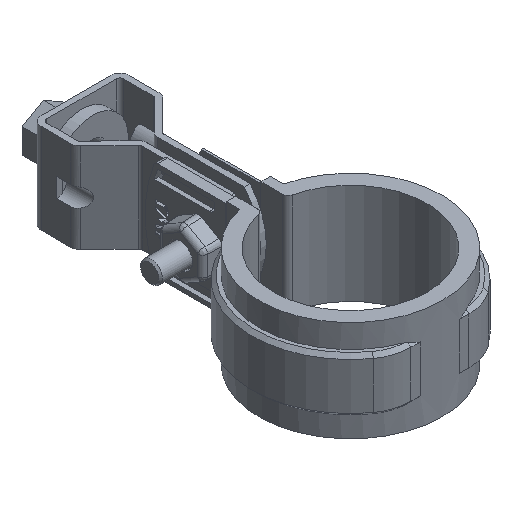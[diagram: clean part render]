
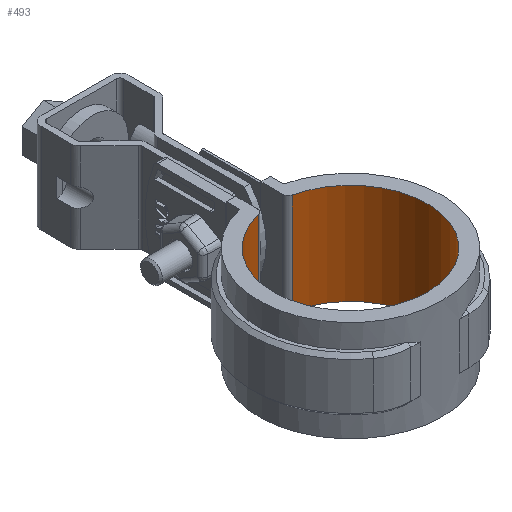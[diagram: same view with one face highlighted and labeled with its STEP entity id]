
A CAD part, isometric view. The second image highlights one B-rep face of the part: STEP entity #493.
In plain terms, the highlighted cylindrical face has radius 21.35 mm (diameter 42.7 mm), a partial arc.
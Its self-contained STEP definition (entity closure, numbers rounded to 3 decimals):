
#493 = ADVANCED_FACE( '', ( #995 ), #996, .F. );
#995 = FACE_OUTER_BOUND( '', #2136, .T. );
#996 = CYLINDRICAL_SURFACE( '', #2137, 21.35 );
#2136 = EDGE_LOOP( '', ( #5209, #5210, #5211, #5212 ) );
#2137 = AXIS2_PLACEMENT_3D( '', #5213, #5214, #5215 );
#5209 = ORIENTED_EDGE( '', *, *, #7402, .F. );
#5210 = ORIENTED_EDGE( '', *, *, #7410, .T. );
#5211 = ORIENTED_EDGE( '', *, *, #7332, .T. );
#5212 = ORIENTED_EDGE( '', *, *, #7413, .T. );
#5213 = CARTESIAN_POINT( '', ( 0., 0., -87.728 ) );
#5214 = DIRECTION( '', ( 0., 0., -1. ) );
#5215 = DIRECTION( '', ( -1., 0., 0. ) );
#7332 = EDGE_CURVE( '', #8536, #8534, #8537, .F. );
#7402 = EDGE_CURVE( '', #8648, #8650, #8651, .F. );
#7410 = EDGE_CURVE( '', #8648, #8536, #8661, .T. );
#7413 = EDGE_CURVE( '', #8534, #8650, #8664, .F. );
#8534 = VERTEX_POINT( '', #12570 );
#8536 = VERTEX_POINT( '', #12572 );
#8537 = CIRCLE( '', #12573, 21.35 );
#8648 = VERTEX_POINT( '', #12891 );
#8650 = VERTEX_POINT( '', #12893 );
#8651 = CIRCLE( '', #12894, 21.35 );
#8661 = LINE( '', #12908, #12909 );
#8664 = LINE( '', #12913, #12914 );
#12570 = CARTESIAN_POINT( '', ( 4.672, 20.833, 1.5 ) );
#12572 = CARTESIAN_POINT( '', ( -4.672, 20.833, 1.5 ) );
#12573 = AXIS2_PLACEMENT_3D( '', #14698, #14699, #14700 );
#12891 = CARTESIAN_POINT( '', ( -4.672, 20.833, -26.5 ) );
#12893 = CARTESIAN_POINT( '', ( 4.672, 20.833, -26.5 ) );
#12894 = AXIS2_PLACEMENT_3D( '', #14803, #14804, #14805 );
#12908 = CARTESIAN_POINT( '', ( -4.672, 20.833, -87.728 ) );
#12909 = VECTOR( '', #14819, 1000. );
#12913 = CARTESIAN_POINT( '', ( 4.672, 20.833, -87.728 ) );
#12914 = VECTOR( '', #14824, 1000. );
#14698 = CARTESIAN_POINT( '', ( 0., 0., 1.5 ) );
#14699 = DIRECTION( '', ( 0., 0., -1. ) );
#14700 = DIRECTION( '', ( -1., 0., 0. ) );
#14803 = CARTESIAN_POINT( '', ( 0., 0., -26.5 ) );
#14804 = DIRECTION( '', ( 0., 0., -1. ) );
#14805 = DIRECTION( '', ( -1., 0., 0. ) );
#14819 = DIRECTION( '', ( 0., 0., 1. ) );
#14824 = DIRECTION( '', ( 0., 0., 1. ) );
